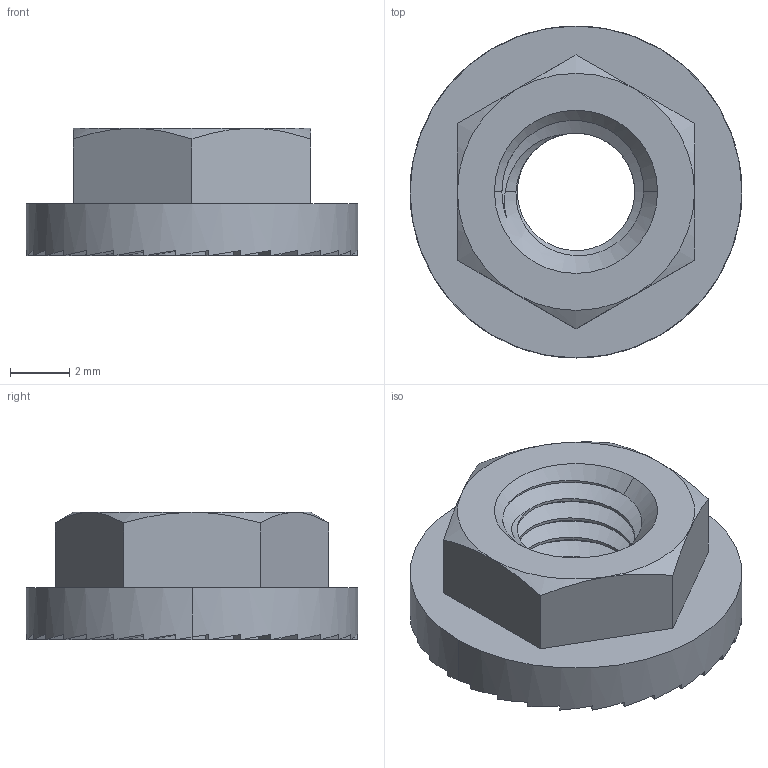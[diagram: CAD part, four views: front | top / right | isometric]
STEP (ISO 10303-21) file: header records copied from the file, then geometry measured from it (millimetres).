
FILE_DESCRIPTION (( 'STEP AP203' ), '1' );
FILE_NAME ('94920A300_Medium-Strength Steel Serrated Flange Locknut.STEP', '2021-09-10T03:54:00', ( 'Administrator' ), ( 'Managed by Terraform' ), 'SwSTEP 2.0', 'SolidWorks 2017', '' );
FILE_SCHEMA (( 'CONFIG_CONTROL_DESIGN' ));
Length unit declared in the file: millimetre
Products named in the file (1): 94920A300_Medium-Strength Steel Serrated Flange Locknut
Bounding box: 11.2 x 11.2 x 4.3 mm (x, y, z)
Volume: 238.2 mm3; surface area: 387 mm2
Topology: 1 solids, 1 shells, 109 faces, 311 edges, 205 vertices
Faces by surface type: plane 73, cylinder 23, cone 11, bspline 2
Entity records: 4221 total; most frequent: CARTESIAN_POINT 1643, ORIENTED_EDGE 622, DIRECTION 420, EDGE_CURVE 311, VERTEX_POINT 205, VECTOR 166, LINE 166, AXIS2_PLACEMENT_3D 127
